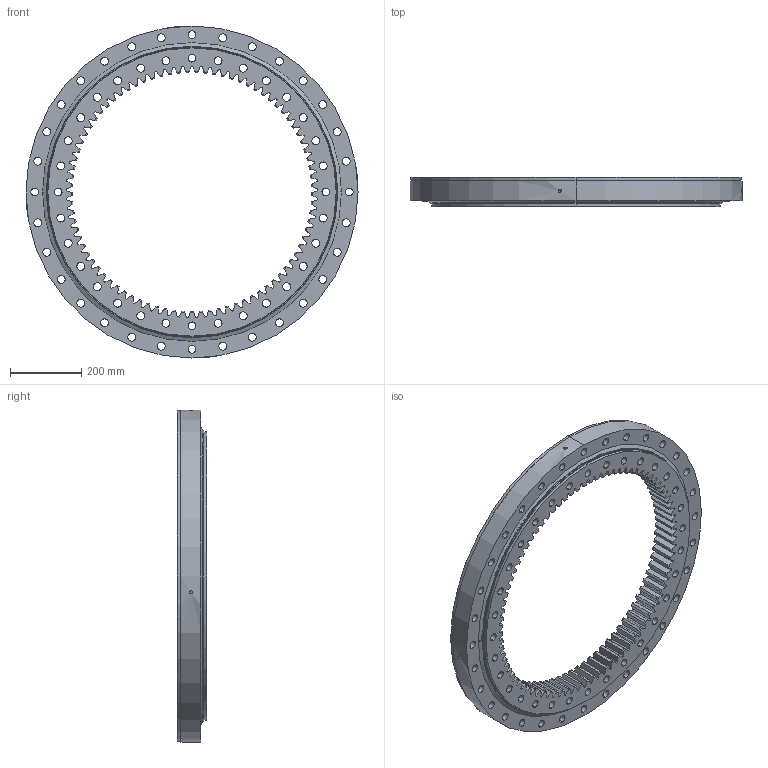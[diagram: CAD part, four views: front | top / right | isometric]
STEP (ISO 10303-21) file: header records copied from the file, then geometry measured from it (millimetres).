
FILE_DESCRIPTION (( 'STEP AP203' ), '1' );
FILE_NAME ('02-0820-00.STEP', '2017-12-26T12:45:57', ( 'defontaine' ), ( 'Hewlett-Packard Company' ), 'SwSTEP 2.0', 'SolidWorks 2016', '' );
FILE_SCHEMA (( 'CONFIG_CONTROL_DESIGN' ));
Length unit declared in the file: millimetre
Products named in the file (1): 02-0820-00
Bounding box: 935 x 82 x 935 mm (x, y, z)
Volume: 17553655.1 mm3; surface area: 2032207 mm2
Topology: 5 solids, 5 shells, 708 faces, 2065 edges, 1371 vertices
Faces by surface type: cylinder 325, plane 184, cone 179, torus 18, sphere 2
Entity records: 24909 total; most frequent: CARTESIAN_POINT 5685, ORIENTED_EDGE 4120, DIRECTION 3982, EDGE_CURVE 2060, AXIS2_PLACEMENT_3D 1569, VERTEX_POINT 1368, CIRCLE 860, EDGE_LOOP 858
